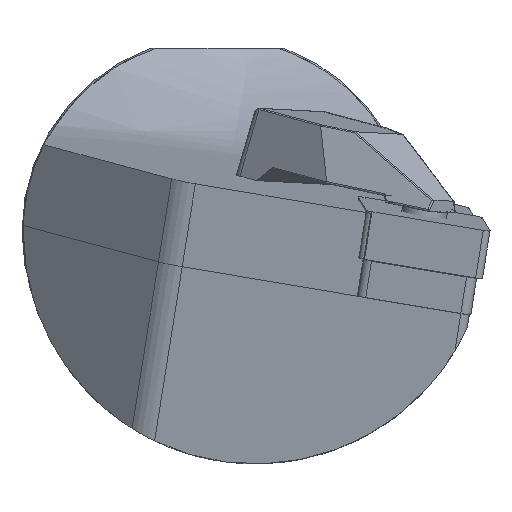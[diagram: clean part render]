
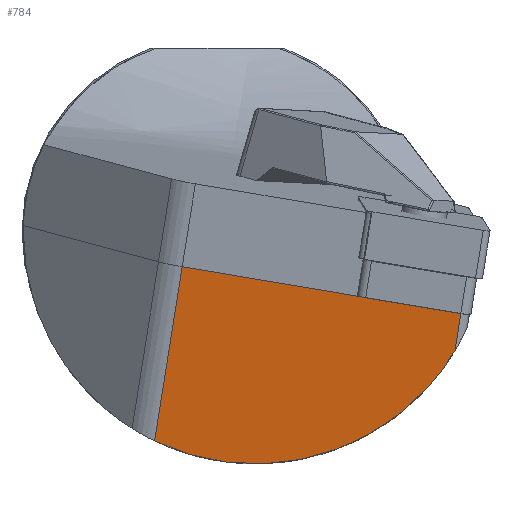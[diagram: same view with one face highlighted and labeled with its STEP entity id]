
A CAD part, left-side view. The second image highlights one B-rep face of the part: STEP entity #784.
In plain terms, the highlighted planar face has unit normal (-0.991, 0.102, -0.089).
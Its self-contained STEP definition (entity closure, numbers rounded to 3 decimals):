
#707=ELLIPSE('',#2142,30.026,29.75);
#784=ADVANCED_FACE('',(#909),#867,.F.);
#867=PLANE('',#2147);
#909=FACE_OUTER_BOUND('',#991,.T.);
#991=EDGE_LOOP('',(#1333,#1334,#1335,#1336,#1337,#1338));
#1075=LINE('',#2733,#1184);
#1092=LINE('',#2830,#1201);
#1093=LINE('',#2832,#1202);
#1094=LINE('',#2833,#1203);
#1095=LINE('',#2835,#1204);
#1184=VECTOR('',#2298,1.);
#1201=VECTOR('',#2349,1.);
#1202=VECTOR('',#2350,1.);
#1203=VECTOR('',#2351,1.);
#1204=VECTOR('',#2352,1.);
#1333=ORIENTED_EDGE('',*,*,#1906,.F.);
#1334=ORIENTED_EDGE('',*,*,#1907,.T.);
#1335=ORIENTED_EDGE('',*,*,#1897,.T.);
#1336=ORIENTED_EDGE('',*,*,#1908,.F.);
#1337=ORIENTED_EDGE('',*,*,#1909,.F.);
#1338=ORIENTED_EDGE('',*,*,#1873,.F.);
#1732=VERTEX_POINT('',#2734);
#1733=VERTEX_POINT('',#2735);
#1752=VERTEX_POINT('',#2806);
#1753=VERTEX_POINT('',#2808);
#1759=VERTEX_POINT('',#2831);
#1760=VERTEX_POINT('',#2834);
#1873=EDGE_CURVE('',#1732,#1733,#1075,.T.);
#1897=EDGE_CURVE('',#1753,#1752,#707,.T.);
#1906=EDGE_CURVE('',#1759,#1732,#1092,.T.);
#1907=EDGE_CURVE('',#1759,#1753,#1093,.T.);
#1908=EDGE_CURVE('',#1760,#1752,#1094,.T.);
#1909=EDGE_CURVE('',#1733,#1760,#1095,.T.);
#2142=AXIS2_PLACEMENT_3D('',#2807,#2335,#2336);
#2147=AXIS2_PLACEMENT_3D('',#2836,#2353,#2354);
#2298=DIRECTION('',(-0.086,-0.983,-0.165));
#2335=DIRECTION('',(-0.991,0.102,-0.089));
#2336=DIRECTION('',(-0.135,-0.744,0.654));
#2349=DIRECTION('',(-0.086,-0.983,-0.165));
#2350=DIRECTION('',(0.105,0.156,-0.982));
#2351=DIRECTION('',(0.105,0.156,-0.982));
#2352=DIRECTION('',(-0.086,-0.983,-0.165));
#2353=DIRECTION('',(0.991,-0.102,0.089));
#2354=DIRECTION('',(0.102,0.995,0.));
#2733=CARTESIAN_POINT('',(5.301,4.48,-4.493));
#2734=CARTESIAN_POINT('',(3.334,-18.009,-8.264));
#2735=CARTESIAN_POINT('',(3.301,-18.381,-8.327));
#2806=CARTESIAN_POINT('',(2.686,-30.451,-15.239));
#2807=CARTESIAN_POINT('',(3.934,-4.9,0.));
#2808=CARTESIAN_POINT('',(7.675,8.013,-26.801));
#2830=CARTESIAN_POINT('',(5.301,4.48,-4.493));
#2831=CARTESIAN_POINT('',(5.301,4.48,-4.493));
#2832=CARTESIAN_POINT('',(-53.645,-83.254,549.44));
#2833=CARTESIAN_POINT('',(-56.767,-118.939,543.456));
#2834=CARTESIAN_POINT('',(2.179,-31.205,-10.477));
#2835=CARTESIAN_POINT('',(5.301,4.48,-4.493));
#2836=CARTESIAN_POINT('',(-53.645,-83.254,549.44));
